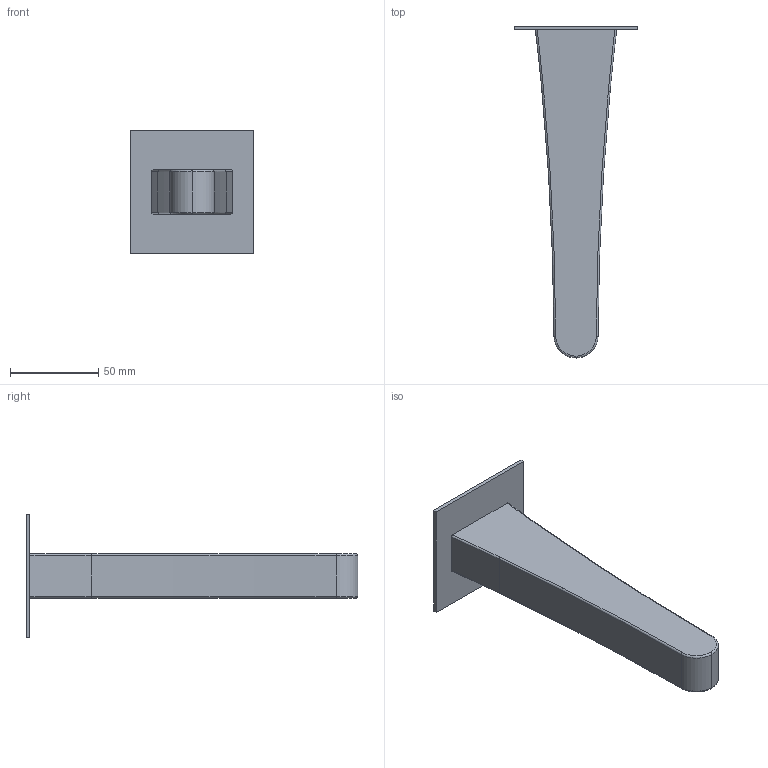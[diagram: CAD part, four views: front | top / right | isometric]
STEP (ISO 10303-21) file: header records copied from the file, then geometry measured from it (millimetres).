
FILE_DESCRIPTION(('HOOPS Exchange Step'),'2;1');
FILE_NAME('temp_export','2024-02-16T14:34:20+01:00',('CiBrutta'),('Shapr3D Limited'),'HOOPS Exchange 2023.2','Shapr3D','Authorized');
FILE_SCHEMA( ('AUTOMOTIVE_DESIGN { 1 0 10303 214 1 1 1 1 }') );
Length unit declared in the file: millimetre
Products named in the file (11): Importato 15; AKBR601C001; Importato 17; SARMAC0012; Importato 19; AKBR601C002; Importato 21; SVGMAC0006; AKBR601; BOQ0060.stp; root
Assembly tree (10 placements, depth 5):
  root
    BOQ0060.stp
      AKBR601
        AKBR601C001
          Importato 15
        SARMAC0012
          Importato 17
        AKBR601C002
          Importato 19
        SVGMAC0006
          Importato 21
Bounding box: 70 x 188.37 x 70 mm (x, y, z)
Volume: 85409.5 mm3; surface area: 51611.2 mm2
Topology: 3 solids, 2327 shells, 2618 faces, 12075 edges, 11749 vertices
Faces by surface type: bspline 1105, plane 634, cylinder 540, cone 250, torus 89
Full cylindrical faces by diameter (mm): 0.914 x1, 3.3 x2, 4 x2, 4.2 x2, 5 x7, 14.9 x1, 15.2 x1, 15.8 x1, 16 x1, 16.6 x1, 17 x4, 18 x3, 18.2 x1
Entity records: 200116 total; most frequent: CARTESIAN_POINT 114202, ORIENTED_EDGE 12617, EDGE_CURVE 12066, VERTEX_POINT 11754, DIRECTION 8985, B_SPLINE_CURVE_WITH_KNOTS 7434, STYLED_ITEM 4646, VECTOR 3193
